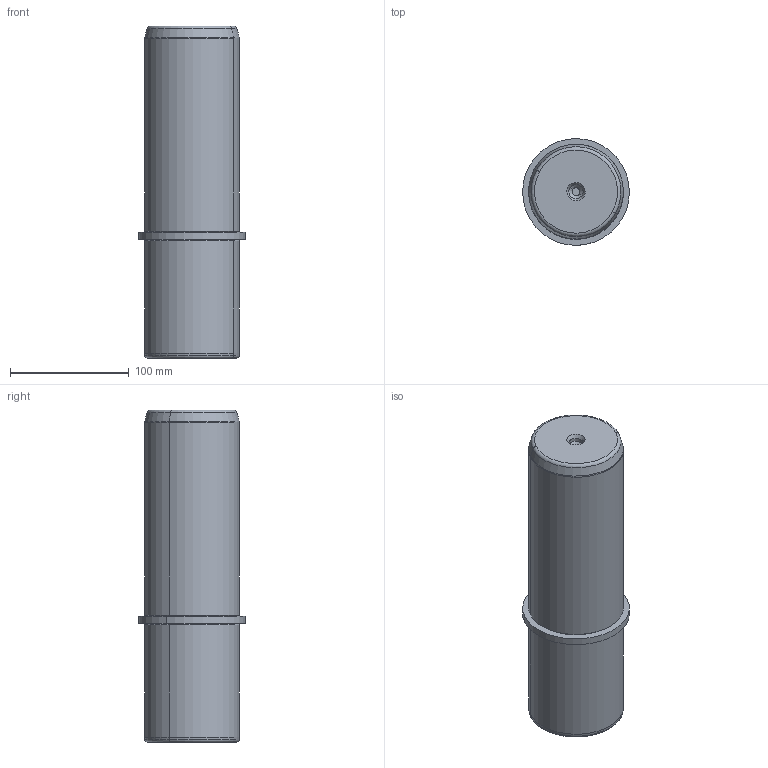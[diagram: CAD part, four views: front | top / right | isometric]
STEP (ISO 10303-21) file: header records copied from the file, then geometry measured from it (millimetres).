
FILE_DESCRIPTION(('CATIA V5 STEP Exchange'),'2;1');
FILE_NAME('RDCO110.80280.stp','2017-03-08T07:52:58+00:00',('none'),('none'),'CATIA Version 5 Release 19 GA (IN-10)','CATIA V5 STEP AP203','none');
FILE_SCHEMA(('CONFIG_CONTROL_DESIGN'));
Length unit declared in the file: millimetre
Products named in the file (1): RDCO110.80280
Bounding box: 89.97 x 89.97 x 280 mm (x, y, z)
Volume: 1409776.7 mm3; surface area: 83464.5 mm2
Topology: 1 solids, 1 shells, 33 faces, 67 edges, 43 vertices
Faces by surface type: cone 12, cylinder 10, torus 6, plane 5
Entity records: 816 total; most frequent: CARTESIAN_POINT 133, ORIENTED_EDGE 128, DIRECTION 111, AXIS2_PLACEMENT_3D 65, EDGE_CURVE 64, CIRCLE 42, EDGE_LOOP 36, VERTEX_POINT 36
